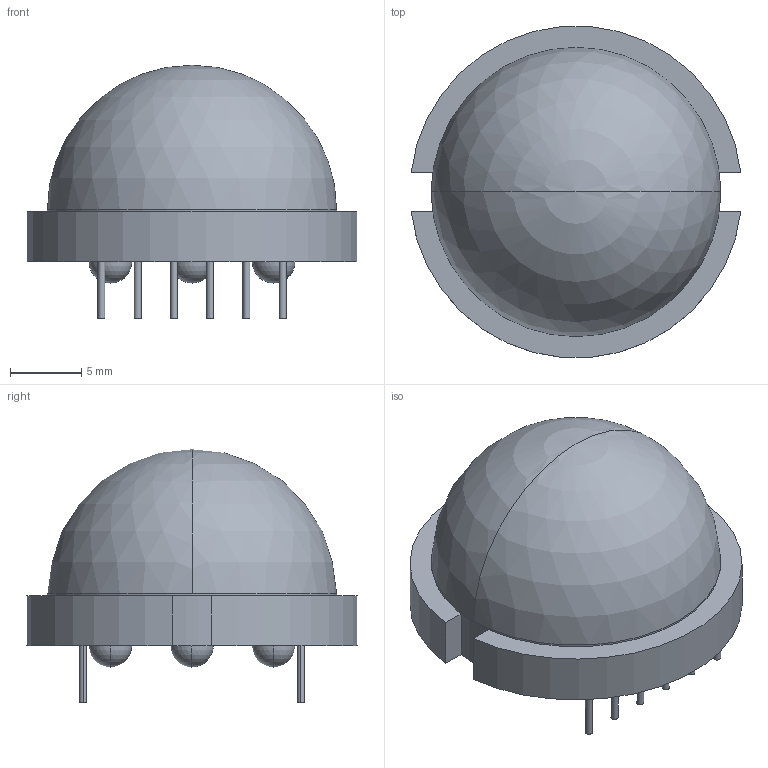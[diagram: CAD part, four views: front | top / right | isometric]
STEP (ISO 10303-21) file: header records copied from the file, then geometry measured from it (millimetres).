
FILE_DESCRIPTION((''),'2;1');
FILE_NAME('LED_KINGBRIGHT_DLC-6SRD.stp','2013-04-30T13:18:51',(''),(''),'Mechanical Desktop 2011','Mechanical Desktop 2011',', , ');
FILE_SCHEMA(('AUTOMOTIVE_DESIGN { 1 2 10303 214 1 1 1 1 }'));
Length unit declared in the file: millimetre
Products named in the file (1): Product
Bounding box: 23.09 x 23.16 x 17.75 mm (x, y, z)
Volume: 3744.7 mm3; surface area: 2998.9 mm2
Topology: 24 solids, 24 shells, 92 faces, 173 edges, 110 vertices
Faces by surface type: plane 42, cylinder 30, sphere 20
Entity records: 2269 total; most frequent: DIRECTION 449, CARTESIAN_POINT 355, ORIENTED_EDGE 304, AXIS2_PLACEMENT_3D 203, EDGE_CURVE 152, CIRCLE 110, VERTEX_POINT 108, EDGE_LOOP 92
